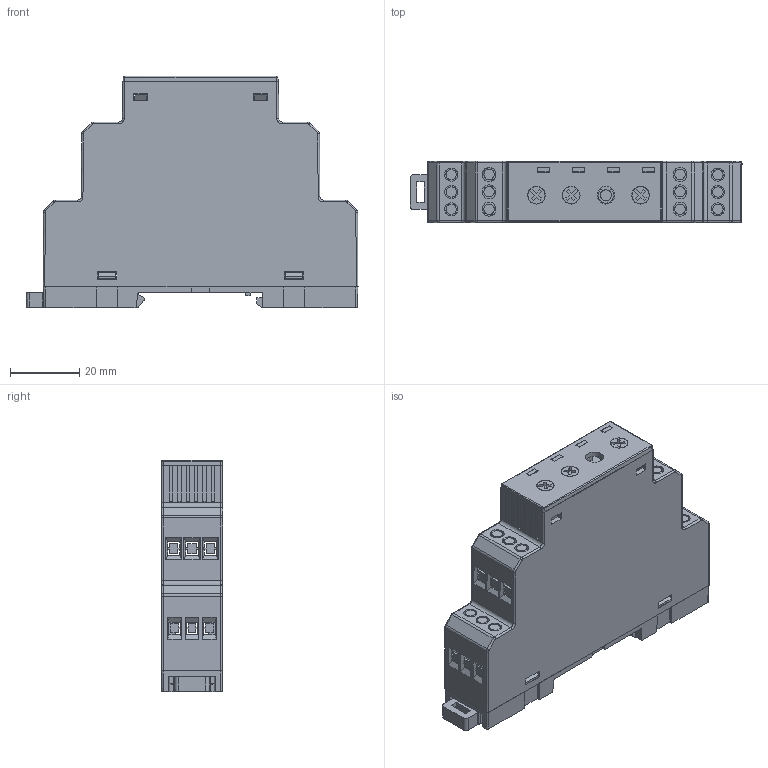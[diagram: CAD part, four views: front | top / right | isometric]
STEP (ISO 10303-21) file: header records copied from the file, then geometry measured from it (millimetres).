
FILE_DESCRIPTION( ( 'Unknown' ), '1' );
FILE_NAME( '11-1-BOX_.stp', 'Unknown', ( 'Unknown' ), ( 'Unknown' ), 'XStep 1.0', 'Unknown', ' ' );
FILE_SCHEMA( ( 'automotive_design' ) );
Length unit declared in the file: millimetre
Products named in the file (10): Assem1; Assem2; Assem3; 11-1; 11-2; 11-3; 11-4; 11-5; PART-03_17_ANY; PART-03_17-OA0_ANY
Bounding box: 95.62 x 17.77 x 66.7 mm (x, y, z)
Volume: 66245.2 mm3; surface area: 109161.8 mm2
Topology: 21 solids, 21 shells, 4536 faces, 12876 edges, 8451 vertices
Faces by surface type: plane 3324, cylinder 1002, cone 114, torus 72, revolution 18, bspline 6
Full cylindrical faces by diameter (mm): 2.3 x6, 3.1 x6, 3.2 x12, 4.9 x6, 5.1 x12, 5.2 x12
Entity records: 50195 total; most frequent: CARTESIAN_POINT 9176, ORIENTED_EDGE 8522, DIRECTION 8005, EDGE_CURVE 4261, LINE 3451, VECTOR 3451, VERTEX_POINT 2806, AXIS2_PLACEMENT_3D 2274
